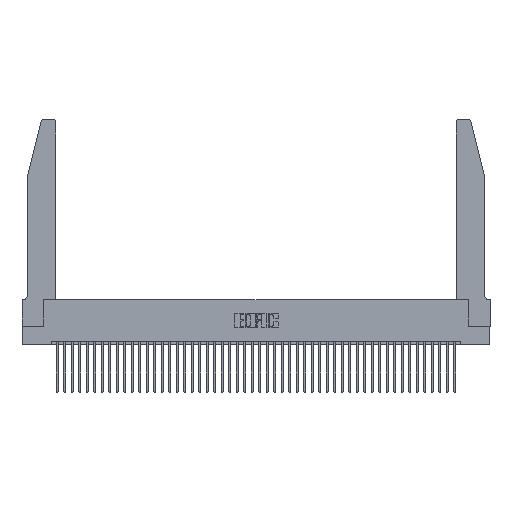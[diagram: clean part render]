
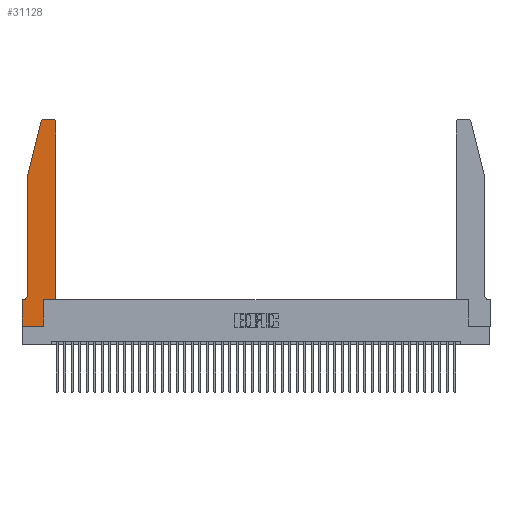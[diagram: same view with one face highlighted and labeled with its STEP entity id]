
A CAD part, top view. The second image highlights one B-rep face of the part: STEP entity #31128.
In plain terms, the highlighted planar face has unit normal (0, 0, 1).
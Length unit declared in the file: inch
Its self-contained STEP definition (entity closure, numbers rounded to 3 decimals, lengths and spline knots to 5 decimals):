
#730 = EDGE_CURVE ( 'NONE', #3411, #23464, #44566, .T. ) ;
#1557 = CARTESIAN_POINT ( 'NONE',  ( 0.4505, 0.35, 0.37 ) ) ;
#2034 = EDGE_CURVE ( 'NONE', #36371, #42258, #33229, .T. ) ;
#2037 = CARTESIAN_POINT ( 'NONE',  ( 0.0055, 0.42, 0.37 ) ) ;
#2343 = CARTESIAN_POINT ( 'NONE',  ( 0.4505, 0.35, 0.37 ) ) ;
#2480 = DIRECTION ( 'NONE',  ( -0.239, -0.971, 0. ) ) ;
#2754 = CARTESIAN_POINT ( 'NONE',  ( 0.4205, 2.72, 0.37 ) ) ;
#2835 = EDGE_CURVE ( 'NONE', #42719, #22945, #12908, .T. ) ;
#3292 = ORIENTED_EDGE ( 'NONE', *, *, #730, .T. ) ;
#3411 = VERTEX_POINT ( 'NONE', #4702 ) ;
#3529 = CARTESIAN_POINT ( 'NONE',  ( 0.284, 2.72, 0.37 ) ) ;
#3683 = AXIS2_PLACEMENT_3D ( 'NONE', #2754, #27610, #6420 ) ;
#4702 = CARTESIAN_POINT ( 'NONE',  ( 0.4505, 2.72, 0.37 ) ) ;
#4805 = EDGE_CURVE ( 'NONE', #31407, #26217, #12204, .T. ) ;
#5265 = CARTESIAN_POINT ( 'NONE',  ( 0.4205, 2.75, 0.37 ) ) ;
#5545 = PLANE ( 'NONE',  #19245 ) ;
#5700 = DIRECTION ( 'NONE',  ( -1., 0., 0. ) ) ;
#6420 = DIRECTION ( 'NONE',  ( 1., 0., 0. ) ) ;
#6697 = VERTEX_POINT ( 'NONE', #13639 ) ;
#6772 = CARTESIAN_POINT ( 'NONE',  ( 0.2865, 0.35, 0.37 ) ) ;
#6842 = EDGE_CURVE ( 'NONE', #32190, #36371, #24807, .T. ) ;
#7146 = DIRECTION ( 'NONE',  ( 1., 0., 0. ) ) ;
#7896 = ORIENTED_EDGE ( 'NONE', *, *, #6842, .T. ) ;
#8051 = EDGE_CURVE ( 'NONE', #11569, #31407, #12537, .T. ) ;
#8775 = CARTESIAN_POINT ( 'NONE',  ( 0., 0.35, 0.37 ) ) ;
#8956 = VECTOR ( 'NONE', #29426, 39.37008 ) ;
#9130 = ORIENTED_EDGE ( 'NONE', *, *, #25104, .T. ) ;
#9162 = DIRECTION ( 'NONE',  ( 1., 0., 0. ) ) ;
#9545 = ORIENTED_EDGE ( 'NONE', *, *, #2835, .T. ) ;
#10064 = VECTOR ( 'NONE', #35945, 39.37008 ) ;
#10353 = DIRECTION ( 'NONE',  ( 0., 1., 0. ) ) ;
#11569 = VERTEX_POINT ( 'NONE', #31076 ) ;
#11651 = ORIENTED_EDGE ( 'NONE', *, *, #31139, .T. ) ;
#11769 = CARTESIAN_POINT ( 'NONE',  ( 0.0755, 2., 0.37 ) ) ;
#12204 = LINE ( 'NONE', #43670, #38935 ) ;
#12537 = LINE ( 'NONE', #6772, #39250 ) ;
#12727 = CARTESIAN_POINT ( 'NONE',  ( 0.2605, 2.75, 0.37 ) ) ;
#12908 = LINE ( 'NONE', #45229, #39595 ) ;
#13639 = CARTESIAN_POINT ( 'NONE',  ( 0.0755, 0.42, 0.37 ) ) ;
#15112 = EDGE_CURVE ( 'NONE', #42258, #6697, #19625, .T. ) ;
#15167 = EDGE_CURVE ( 'NONE', #22945, #16218, #35833, .T. ) ;
#15729 = CARTESIAN_POINT ( 'NONE',  ( 0., 0., 0.37 ) ) ;
#16103 = ORIENTED_EDGE ( 'NONE', *, *, #27419, .T. ) ;
#16178 = LINE ( 'NONE', #2343, #31393 ) ;
#16218 = VERTEX_POINT ( 'NONE', #27699 ) ;
#16867 = AXIS2_PLACEMENT_3D ( 'NONE', #2037, #26939, #5700 ) ;
#18017 = CARTESIAN_POINT ( 'NONE',  ( 0.0055, 0.35, 0.37 ) ) ;
#18031 = DIRECTION ( 'NONE',  ( -1., 0., 0. ) ) ;
#19075 = LINE ( 'NONE', #12727, #36404 ) ;
#19245 = AXIS2_PLACEMENT_3D ( 'NONE', #43969, #30252, #9162 ) ;
#19625 = LINE ( 'NONE', #22019, #10064 ) ;
#19896 = DIRECTION ( 'NONE',  ( -1., 0., 0. ) ) ;
#22019 = CARTESIAN_POINT ( 'NONE',  ( 0.0755, 2., 0.37 ) ) ;
#22945 = VERTEX_POINT ( 'NONE', #8775 ) ;
#23464 = VERTEX_POINT ( 'NONE', #5265 ) ;
#23890 = DIRECTION ( 'NONE',  ( 0., 1., 0. ) ) ;
#23964 = ORIENTED_EDGE ( 'NONE', *, *, #4805, .T. ) ;
#24286 = ORIENTED_EDGE ( 'NONE', *, *, #15167, .T. ) ;
#24418 = ORIENTED_EDGE ( 'NONE', *, *, #15112, .T. ) ;
#24807 = CIRCLE ( 'NONE', #27597, 0.03 ) ;
#25104 = EDGE_CURVE ( 'NONE', #23464, #32190, #19075, .T. ) ;
#26217 = VERTEX_POINT ( 'NONE', #1557 ) ;
#26493 = DIRECTION ( 'NONE',  ( 1., 0., 0. ) ) ;
#26875 = ORIENTED_EDGE ( 'NONE', *, *, #8051, .T. ) ;
#26878 = EDGE_LOOP ( 'NONE', ( #9130, #7896, #29638, #24418, #11651, #9545, #24286, #34530, #26875, #23964, #16103, #3292 ) ) ;
#26939 = DIRECTION ( 'NONE',  ( 0., 0., -1. ) ) ;
#27419 = EDGE_CURVE ( 'NONE', #26217, #3411, #16178, .T. ) ;
#27597 = AXIS2_PLACEMENT_3D ( 'NONE', #3529, #28343, #7146 ) ;
#27610 = DIRECTION ( 'NONE',  ( 0., 0., 1. ) ) ;
#27699 = CARTESIAN_POINT ( 'NONE',  ( 0., 0., 0.37 ) ) ;
#28343 = DIRECTION ( 'NONE',  ( 0., 0., 1. ) ) ;
#29426 = DIRECTION ( 'NONE',  ( 0., -1., 0. ) ) ;
#29638 = ORIENTED_EDGE ( 'NONE', *, *, #2034, .T. ) ;
#30252 = DIRECTION ( 'NONE',  ( 0., 0., 1. ) ) ;
#30262 = VECTOR ( 'NONE', #43438, 39.37008 ) ;
#31076 = CARTESIAN_POINT ( 'NONE',  ( 0.2865, 0., 0.37 ) ) ;
#31128 = ADVANCED_FACE ( 'NONE', ( #42065 ), #5545, .T. ) ;
#31139 = EDGE_CURVE ( 'NONE', #6697, #42719, #40972, .T. ) ;
#31393 = VECTOR ( 'NONE', #23890, 39.37008 ) ;
#31407 = VERTEX_POINT ( 'NONE', #34928 ) ;
#32190 = VERTEX_POINT ( 'NONE', #39198 ) ;
#33229 = LINE ( 'NONE', #34161, #41311 ) ;
#34161 = CARTESIAN_POINT ( 'NONE',  ( 0.0755, 2., 0.37 ) ) ;
#34530 = ORIENTED_EDGE ( 'NONE', *, *, #44141, .T. ) ;
#34928 = CARTESIAN_POINT ( 'NONE',  ( 0.2865, 0.35, 0.37 ) ) ;
#35833 = LINE ( 'NONE', #39682, #8956 ) ;
#35945 = DIRECTION ( 'NONE',  ( 0., -1., 0. ) ) ;
#36371 = VERTEX_POINT ( 'NONE', #37833 ) ;
#36404 = VECTOR ( 'NONE', #19896, 39.37008 ) ;
#37833 = CARTESIAN_POINT ( 'NONE',  ( 0.25487, 2.72718, 0.37 ) ) ;
#38935 = VECTOR ( 'NONE', #26493, 39.37008 ) ;
#39198 = CARTESIAN_POINT ( 'NONE',  ( 0.284, 2.75, 0.37 ) ) ;
#39250 = VECTOR ( 'NONE', #10353, 39.37008 ) ;
#39595 = VECTOR ( 'NONE', #18031, 39.37008 ) ;
#39682 = CARTESIAN_POINT ( 'NONE',  ( 0., 0., 0.37 ) ) ;
#40525 = LINE ( 'NONE', #15729, #30262 ) ;
#40972 = CIRCLE ( 'NONE', #16867, 0.07 ) ;
#41311 = VECTOR ( 'NONE', #2480, 39.37008 ) ;
#42065 = FACE_OUTER_BOUND ( 'NONE', #26878, .T. ) ;
#42258 = VERTEX_POINT ( 'NONE', #11769 ) ;
#42719 = VERTEX_POINT ( 'NONE', #18017 ) ;
#43438 = DIRECTION ( 'NONE',  ( 1., 0., 0. ) ) ;
#43670 = CARTESIAN_POINT ( 'NONE',  ( 0.4505, 0.35, 0.37 ) ) ;
#43969 = CARTESIAN_POINT ( 'NONE',  ( 0., 0.35, 0.37 ) ) ;
#44141 = EDGE_CURVE ( 'NONE', #16218, #11569, #40525, .T. ) ;
#44566 = CIRCLE ( 'NONE', #3683, 0.03 ) ;
#45229 = CARTESIAN_POINT ( 'NONE',  ( 0.0755, 0.35, 0.37 ) ) ;
